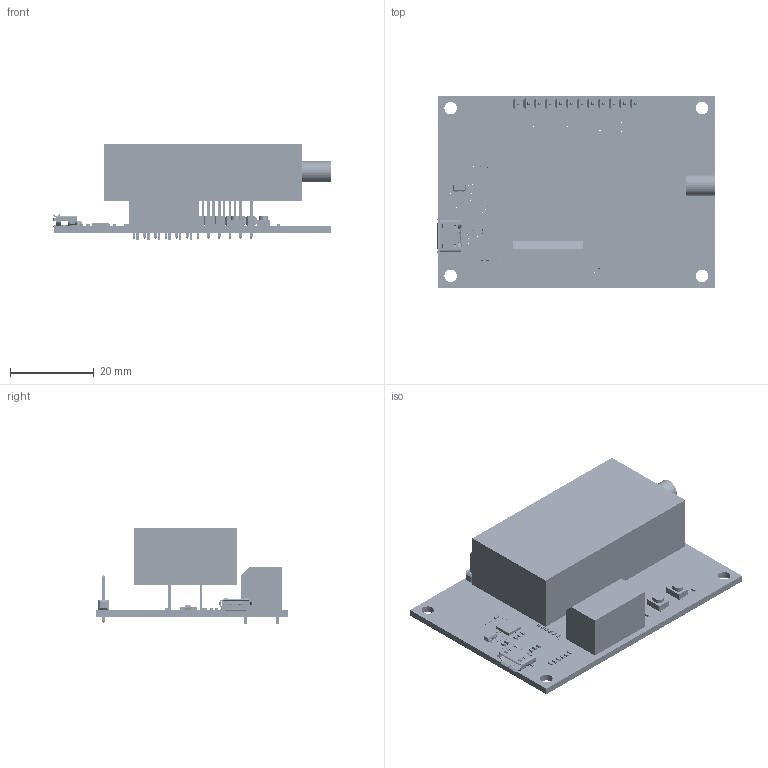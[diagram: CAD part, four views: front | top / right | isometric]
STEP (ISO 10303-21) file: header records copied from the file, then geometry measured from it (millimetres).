
FILE_DESCRIPTION(/* description */ (''),/* implementation_level */ '2;1');
FILE_NAME(/* name */ 'MEMS 1x32 USB Ver 1.0.step',/* time_stamp */ '2024-07-26T09:27:55-04:00',/* author */ (''),/* organization */ (''),/* preprocessor_version */ 'ST-DEVELOPER v20',/* originating_system */ 'Autodesk Translation Framework v13.14.0.145',/* authorisation */ '');
FILE_SCHEMA (('AUTOMOTIVE_DESIGN { 1 0 10303 214 3 1 1 }'));
Products named in the file (22): MEMS 1x32 USB Ver 1.0; Board; 1-copper; 16-copper; 1-soldermask; 16-soldermask; Packages; OE-MS-1X32; QFN-24-FOOTPRINT; Model; 10103594; 10103594 v2; SP0503BAHTG-FOOTPRINT; Model (2); LEDC1005X25N_FLAT-G; Model (3); 12PIN-2.54MM-FOOTPRINT; Model (1); A6FR-6104-FOOTPRINT; CAPC1005X60; TS20-42-25-WT-160-SMT-TR; RESC1005X40
Assembly tree (43 placements, depth 4):
  MEMS 1x32 USB Ver 1.0
    Board
    1-copper
    16-copper
    1-soldermask
    16-soldermask
    Packages
      OE-MS-1X32
      QFN-24-FOOTPRINT
        Model
      10103594
        10103594 v2
      SP0503BAHTG-FOOTPRINT
        Model (2)
      LEDC1005X25N_FLAT-G
        Model (3)
      12PIN-2.54MM-FOOTPRINT
        Model (1)
      A6FR-6104-FOOTPRINT
      CAPC1005X60  x5
      TS20-42-25-WT-160-SMT-TR  x2
      RESC1005X40  x18
Bounding box: 66.31 x 46 x 22.7 mm (x, y, z)
Volume: 22789.6 mm3; surface area: 32108.3 mm2
Topology: 470 solids, 470 shells, 9201 faces, 22960 edges, 14756 vertices
Faces by surface type: plane 6709, cylinder 2092, sphere 386, bspline 14
Full cylindrical faces by diameter (mm): 0.14 x1, 0.28 x96, 0.3 x1, 0.35 x128, 0.58 x10, 0.63 x10, 0.65 x2, 0.7 x2, 0.83 x60, 0.9 x48, 0.93 x130, 1 x104, 3 x12, 5 x1
Entity records: 244448 total; most frequent: CARTESIAN_POINT 42896, ORIENTED_EDGE 41332, DIRECTION 39992, EDGE_CURVE 20666, LINE 17432, VECTOR 17432, VERTEX_POINT 13564, AXIS2_PLACEMENT_3D 11280
